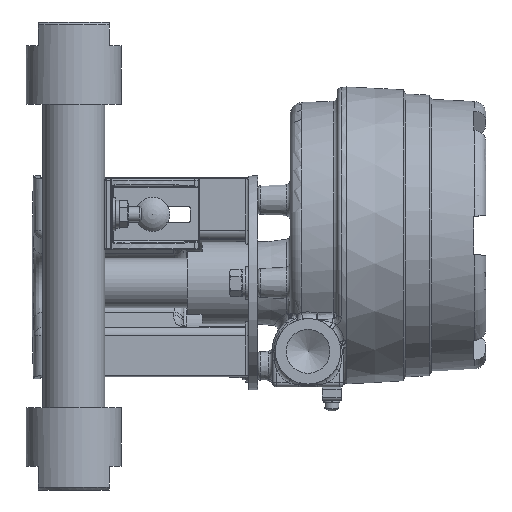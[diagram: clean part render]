
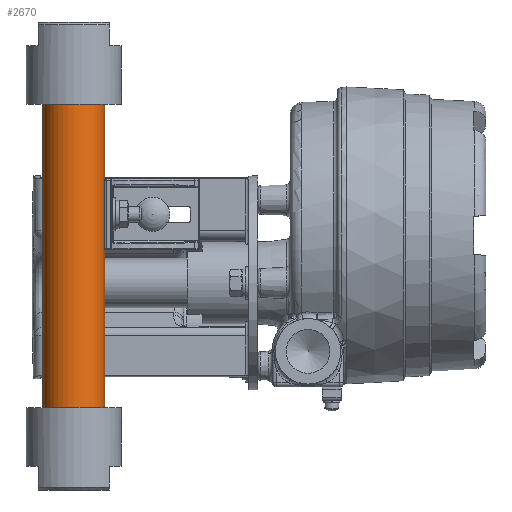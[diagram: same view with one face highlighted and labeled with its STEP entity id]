
A CAD part, front view. The second image highlights one B-rep face of the part: STEP entity #2670.
In plain terms, the highlighted cylindrical face has radius 16.5 mm (diameter 33 mm), a full revolution.
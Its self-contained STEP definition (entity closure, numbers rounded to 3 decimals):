
#1427=CYLINDRICAL_SURFACE('',#11585,16.5);
#2670=ADVANCED_FACE('',(#3774,#3775),#1427,.T.);
#3774=FACE_BOUND('',#4273,.T.);
#3775=FACE_BOUND('',#4274,.T.);
#4273=EDGE_LOOP('',(#5362));
#4274=EDGE_LOOP('',(#5363));
#5362=ORIENTED_EDGE('',*,*,#9406,.T.);
#5363=ORIENTED_EDGE('',*,*,#9407,.T.);
#8376=VERTEX_POINT('',#16222);
#8377=VERTEX_POINT('',#16224);
#9406=EDGE_CURVE('',#8376,#8376,#10919,.T.);
#9407=EDGE_CURVE('',#8377,#8377,#10920,.T.);
#10919=CIRCLE('',#11583,16.5);
#10920=CIRCLE('',#11584,16.5);
#11583=AXIS2_PLACEMENT_3D('',#16221,#13003,#13004);
#11584=AXIS2_PLACEMENT_3D('',#16223,#13005,#13006);
#11585=AXIS2_PLACEMENT_3D('',#16225,#13007,#13008);
#13003=DIRECTION('',(0.,0.,-1.));
#13004=DIRECTION('',(0.,1.,0.));
#13005=DIRECTION('',(0.,0.,1.));
#13006=DIRECTION('',(0.,-1.,0.));
#13007=DIRECTION('',(0.,0.,1.));
#13008=DIRECTION('',(0.,1.,0.));
#16221=CARTESIAN_POINT('',(-3.,-3.,205.));
#16222=CARTESIAN_POINT('',(-3.,13.5,205.));
#16223=CARTESIAN_POINT('',(-3.,-3.,20.));
#16224=CARTESIAN_POINT('',(-3.,-19.5,20.));
#16225=CARTESIAN_POINT('',(-3.,-3.,5.5));
